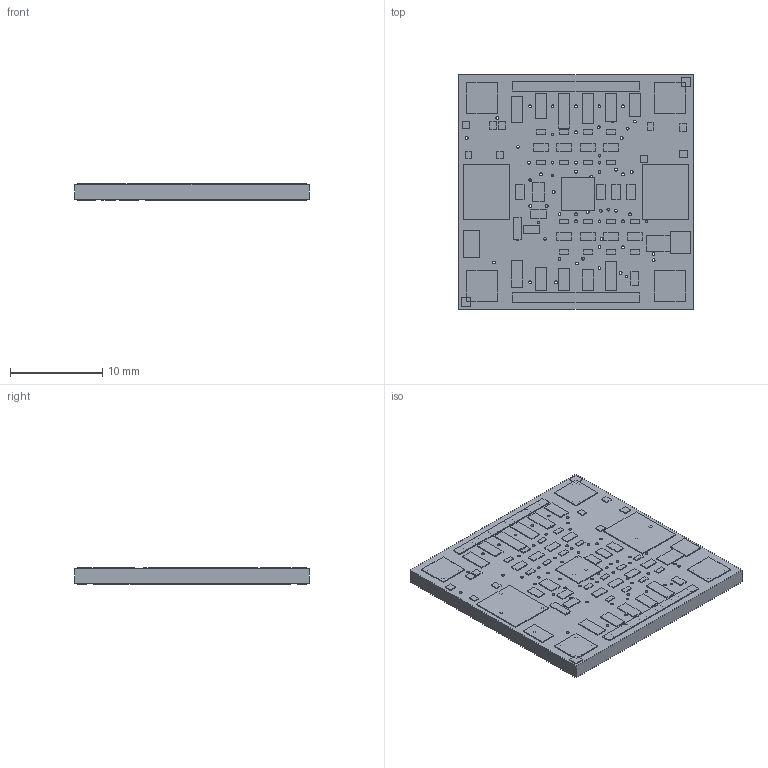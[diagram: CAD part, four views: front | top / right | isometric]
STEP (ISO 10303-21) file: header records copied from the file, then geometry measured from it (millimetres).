
FILE_DESCRIPTION(/* description */ (''),/* implementation_level */ '2;1');
FILE_NAME(/* name */ '7ef30bde-b6ee-4239-9701-cd4e3b28ed67.stp',/* time_stamp */ '2021-04-06T19:02:49+00:00',/* author */ (''),/* organization */ (''),/* preprocessor_version */ 'ST-DEVELOPER v18.1',/* originating_system */ 'Autodesk Translation Framework v10.6.0.1341',/* authorisation */ '');
FILE_SCHEMA (('AUTOMOTIVE_DESIGN { 1 0 10303 214 3 1 1 }'));
Length unit declared in the file: millimetre
Products named in the file (51): 7ef30bde-b6ee-4239-9701-cd4e3b28ed67; PCB Component; Board; #12822; GND4; INT3; FSNC2; ACL1; ADA0; MISO13; MOSI14; SCLK15; #CS16; #12832; VIN5; NC17; AD012; SPI19; I2C_PU21; AUX_PU24; LED23; X0; Y1; Z2; G5; A4; M3; QWIIC_9DOF_IMU_0; CL4; DA2; 1.8V; PWR0; I#C1; ADR2; 9DoF IMU; 1.0uF; 1.8V/100mA; FIDUCIAL1X2; STAND-OFF; JST04_1MM_RA ...
Assembly tree (105 placements, depth 3):
  7ef30bde-b6ee-4239-9701-cd4e3b28ed67
    PCB Component
      Board
      #12822
      GND4  x4
      INT3  x2
      FSNC2  x2
      ACL1  x2
      ADA0  x2
      MISO13
      MOSI14
      SCLK15
      #CS16
      #12832
      VIN5  x3
      NC17
      AD012
      SPI19
      I2C_PU21
      AUX_PU24
      LED23
      X0  x4
      Y1  x4
      Z2  x4
      G5  x2
      A4  x2
      M3  x2
      QWIIC_9DOF_IMU_0
      CL4
      DA2
      1.8V
      PWR0
      I#C1
      ADR2
      9DoF IMU
      1.0uF  x4
      1.8V/100mA
      FIDUCIAL1X2  x4
      STAND-OFF  x4
      JST04_1MM_RA  x2
      1X06_NO_SILK  x2
      I2C PU  x2
      SFE_LOGO_NAME_FLAME.1_INCH
      OSHW-LOGOMINI
      220
      RED
      LED
      ADR
      20V/0.2A/8MHz/1.2Ω/1Vth  x8
      2.2k  x16
      SFE_LOGO_FLAME_.1
Bounding box: 25.4 x 25.4 x 1.77 mm (x, y, z)
Volume: 980.5 mm3; surface area: 2549.8 mm2
Topology: 104 solids, 104 shells, 708 faces, 1500 edges, 1000 vertices
Faces by surface type: plane 624, cylinder 84
Full cylindrical faces by diameter (mm): 0.305 x67, 0.381 x1, 1.016 x12, 3.302 x4
Entity records: 12910 total; most frequent: DIRECTION 2076, CARTESIAN_POINT 1934, ORIENTED_EDGE 1680, EDGE_CURVE 840, AXIS2_PLACEMENT_3D 702, LINE 672, VECTOR 672, VERTEX_POINT 560
